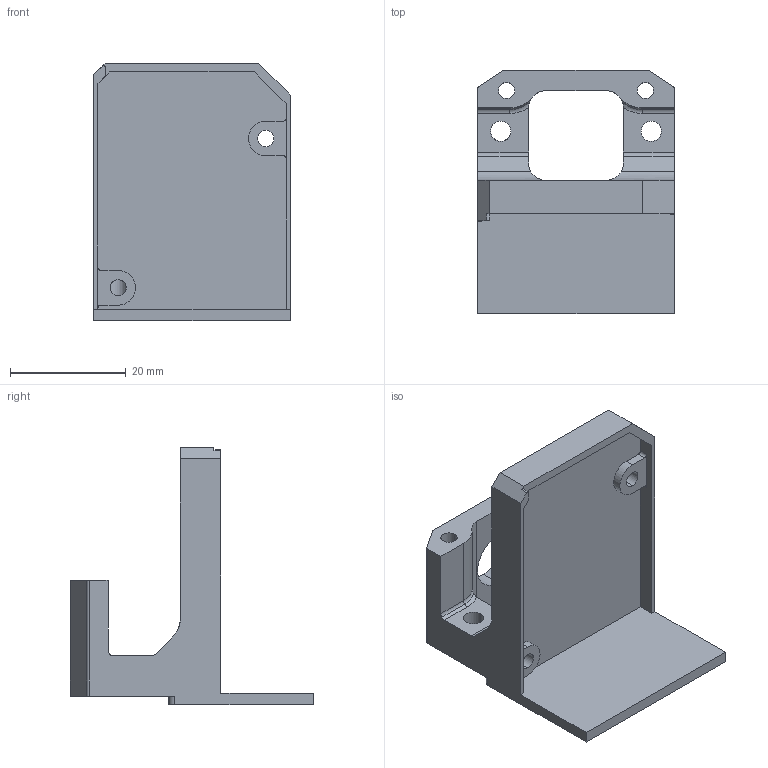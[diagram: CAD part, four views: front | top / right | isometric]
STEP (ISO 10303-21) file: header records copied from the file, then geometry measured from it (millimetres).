
FILE_DESCRIPTION (( 'STEP AP214' ), '1' );
FILE_NAME ('BLKv2_0_holder_V2.STEP', '2020-07-04T06:54:14', ( '' ), ( '' ), 'SwSTEP 2.0', 'SolidWorks 2017', '' );
FILE_SCHEMA (( 'AUTOMOTIVE_DESIGN' ));
Length unit declared in the file: millimetre
Products named in the file (1): BLKv2_0_holder_V2
Bounding box: 34 x 42 x 44.5 mm (x, y, z)
Volume: 10593.9 mm3; surface area: 8577.4 mm2
Topology: 1 solids, 1 shells, 88 faces, 260 edges, 172 vertices
Faces by surface type: cylinder 44, plane 40, torus 4
Entity records: 3106 total; most frequent: CARTESIAN_POINT 621, ORIENTED_EDGE 520, DIRECTION 518, EDGE_CURVE 260, AXIS2_PLACEMENT_3D 179, VERTEX_POINT 172, LINE 160, VECTOR 160
